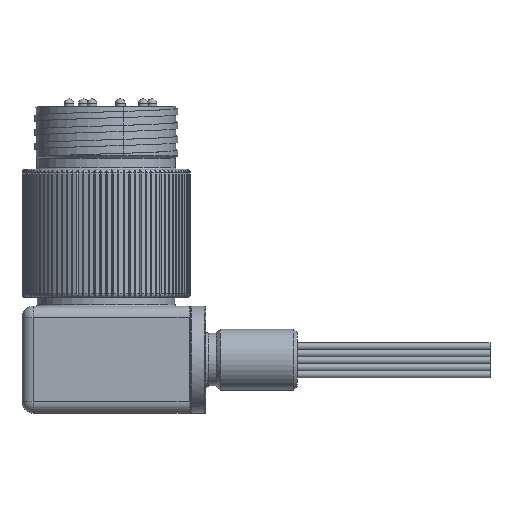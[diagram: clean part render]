
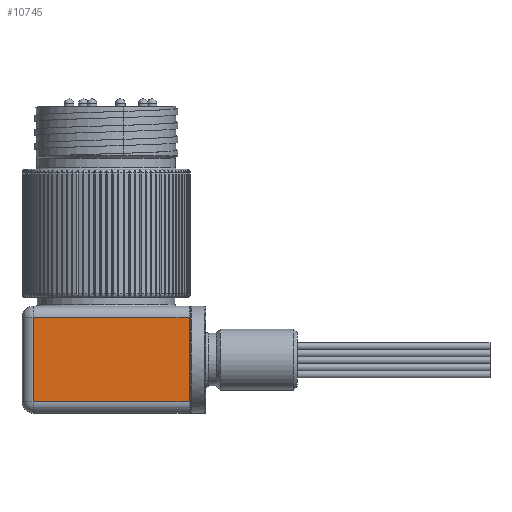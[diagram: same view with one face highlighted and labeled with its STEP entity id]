
A CAD part, left-side view. The second image highlights one B-rep face of the part: STEP entity #10745.
In plain terms, the highlighted planar face has unit normal (-1, 0, 0).
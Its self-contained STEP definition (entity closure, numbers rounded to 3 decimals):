
#803=PLANE('',#11440);
#1321=FACE_OUTER_BOUND('',#1946,.T.);
#1946=EDGE_LOOP('',(#7085,#7086,#7087,#7088));
#2552=LINE('',#15304,#3166);
#2561=LINE('',#15947,#3175);
#2568=LINE('',#15972,#3182);
#2571=LINE('',#15976,#3185);
#3166=VECTOR('',#12476,1000.);
#3175=VECTOR('',#12511,1000.);
#3182=VECTOR('',#12542,1000.);
#3185=VECTOR('',#12547,1000.);
#4242=VERTEX_POINT('',#15283);
#4245=VERTEX_POINT('',#15290);
#4255=VERTEX_POINT('',#15938);
#4262=VERTEX_POINT('',#15965);
#5328=EDGE_CURVE('',#4245,#4242,#2552,.T.);
#5354=EDGE_CURVE('',#4255,#4245,#2561,.T.);
#5367=EDGE_CURVE('',#4242,#4262,#2568,.T.);
#5370=EDGE_CURVE('',#4262,#4255,#2571,.T.);
#7085=ORIENTED_EDGE('',*,*,#5354,.T.);
#7086=ORIENTED_EDGE('',*,*,#5328,.T.);
#7087=ORIENTED_EDGE('',*,*,#5367,.T.);
#7088=ORIENTED_EDGE('',*,*,#5370,.T.);
#10745=ADVANCED_FACE('',(#1321),#803,.T.);
#11440=AXIS2_PLACEMENT_3D('',#15987,#12562,#12563);
#12476=DIRECTION('',(0.,0.,1.));
#12511=DIRECTION('',(0.,-1.,0.));
#12542=DIRECTION('',(0.,1.,0.));
#12547=DIRECTION('',(0.,0.,-1.));
#12562=DIRECTION('center_axis',(-1.,0.,0.));
#12563=DIRECTION('ref_axis',(0.,0.,1.));
#15283=CARTESIAN_POINT('',(-17.463,-17.209,19.837));
#15290=CARTESIAN_POINT('',(-17.463,-17.209,2.388));
#15304=CARTESIAN_POINT('',(-17.463,-17.209,38.1));
#15938=CARTESIAN_POINT('',(-17.463,15.081,2.388));
#15947=CARTESIAN_POINT('',(-17.463,-17.463,2.388));
#15965=CARTESIAN_POINT('',(-17.463,15.081,19.837));
#15972=CARTESIAN_POINT('',(-17.463,15.081,19.837));
#15976=CARTESIAN_POINT('',(-17.463,15.081,38.1));
#15987=CARTESIAN_POINT('Origin',(-17.463,0.,38.1));
